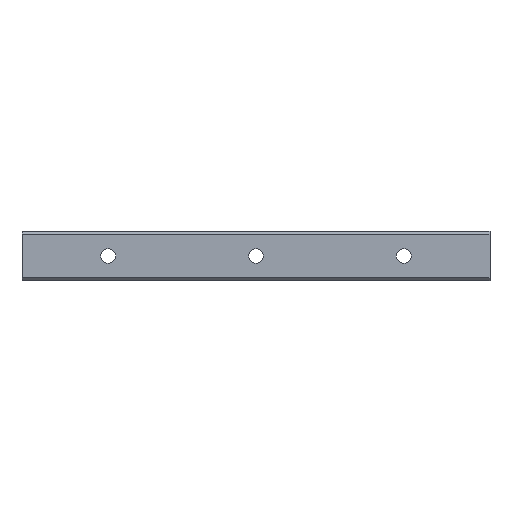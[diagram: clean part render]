
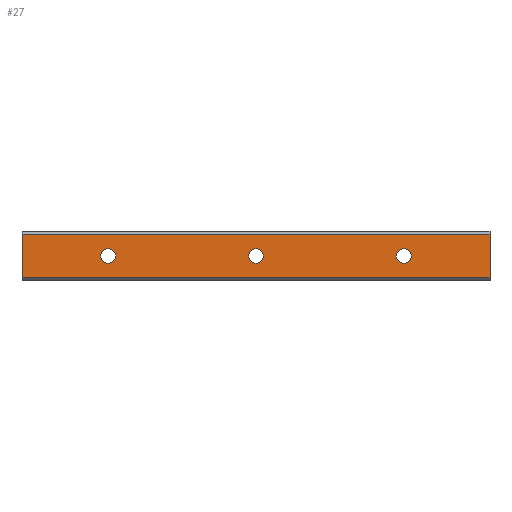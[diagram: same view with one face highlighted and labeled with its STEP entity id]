
A CAD part, front view. The second image highlights one B-rep face of the part: STEP entity #27.
In plain terms, the highlighted planar face has unit normal (0, -1, 0).
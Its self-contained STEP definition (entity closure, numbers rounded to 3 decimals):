
#4 = VERTEX_POINT ( 'NONE', #8 ) ;
#8 = CARTESIAN_POINT ( 'NONE',  ( 60., 0., 3. ) ) ;
#12 = EDGE_CURVE ( 'NONE', #479, #767, #992, .T. ) ;
#17 = FACE_BOUND ( 'NONE', #682, .T. ) ;
#27 = ADVANCED_FACE ( 'NONE', ( #870, #1220, #17, #452 ), #887, .F. ) ;
#33 = AXIS2_PLACEMENT_3D ( 'NONE', #383, #137, #271 ) ;
#43 = EDGE_CURVE ( 'NONE', #776, #943, #1013, .T. ) ;
#81 = AXIS2_PLACEMENT_3D ( 'NONE', #131, #1301, #231 ) ;
#91 = DIRECTION ( 'NONE',  ( 0., 0., 1. ) ) ;
#108 = DIRECTION ( 'NONE',  ( 0., 0., 1. ) ) ;
#112 = EDGE_CURVE ( 'NONE', #943, #776, #1335, .T. ) ;
#128 = DIRECTION ( 'NONE',  ( -1., 0., 0. ) ) ;
#130 = CARTESIAN_POINT ( 'NONE',  ( 155., 0., 8.82 ) ) ;
#131 = CARTESIAN_POINT ( 'NONE',  ( 155., 0., 8.82 ) ) ;
#137 = DIRECTION ( 'NONE',  ( 0., -1., 0. ) ) ;
#162 = EDGE_LOOP ( 'NONE', ( #881, #835 ) ) ;
#185 = EDGE_CURVE ( 'NONE', #4, #287, #1264, .T. ) ;
#212 = DIRECTION ( 'NONE',  ( 0., -1., 0. ) ) ;
#231 = DIRECTION ( 'NONE',  ( 0., 0., 1. ) ) ;
#236 = VECTOR ( 'NONE', #128, 1000. ) ;
#249 = ORIENTED_EDGE ( 'NONE', *, *, #12, .F. ) ;
#263 = EDGE_CURVE ( 'NONE', #287, #4, #356, .T. ) ;
#266 = LINE ( 'NONE', #1095, #236 ) ;
#271 = DIRECTION ( 'NONE',  ( 0., 0., 1. ) ) ;
#287 = VERTEX_POINT ( 'NONE', #1388 ) ;
#295 = EDGE_CURVE ( 'NONE', #664, #1125, #535, .T. ) ;
#301 = AXIS2_PLACEMENT_3D ( 'NONE', #1371, #842, #1146 ) ;
#330 = CARTESIAN_POINT ( 'NONE',  ( 120., 0., 0. ) ) ;
#356 = CIRCLE ( 'NONE', #33, 3. ) ;
#383 = CARTESIAN_POINT ( 'NONE',  ( 60., 0., 0. ) ) ;
#424 = CARTESIAN_POINT ( 'NONE',  ( 155., 0., -8.82 ) ) ;
#443 = DIRECTION ( 'NONE',  ( 1., 0., 0. ) ) ;
#446 = ORIENTED_EDGE ( 'NONE', *, *, #522, .F. ) ;
#452 = FACE_BOUND ( 'NONE', #1108, .T. ) ;
#479 = VERTEX_POINT ( 'NONE', #997 ) ;
#505 = EDGE_LOOP ( 'NONE', ( #1217, #446, #249, #856 ) ) ;
#516 = EDGE_CURVE ( 'NONE', #1291, #479, #752, .T. ) ;
#522 = EDGE_CURVE ( 'NONE', #767, #1272, #554, .T. ) ;
#524 = CARTESIAN_POINT ( 'NONE',  ( 120., 0., 3. ) ) ;
#534 = CARTESIAN_POINT ( 'NONE',  ( -35., 0., 8.82 ) ) ;
#535 = CIRCLE ( 'NONE', #673, 3. ) ;
#554 = LINE ( 'NONE', #130, #1032 ) ;
#588 = CARTESIAN_POINT ( 'NONE',  ( 0., 0., -3. ) ) ;
#604 = AXIS2_PLACEMENT_3D ( 'NONE', #330, #865, #1081 ) ;
#611 = CARTESIAN_POINT ( 'NONE',  ( 155., 0., 8.82 ) ) ;
#631 = ORIENTED_EDGE ( 'NONE', *, *, #263, .F. ) ;
#640 = ORIENTED_EDGE ( 'NONE', *, *, #43, .F. ) ;
#647 = AXIS2_PLACEMENT_3D ( 'NONE', #1019, #1255, #905 ) ;
#664 = VERTEX_POINT ( 'NONE', #588 ) ;
#673 = AXIS2_PLACEMENT_3D ( 'NONE', #1066, #834, #91 ) ;
#674 = ORIENTED_EDGE ( 'NONE', *, *, #112, .F. ) ;
#682 = EDGE_LOOP ( 'NONE', ( #674, #640 ) ) ;
#717 = VECTOR ( 'NONE', #443, 1000. ) ;
#735 = CARTESIAN_POINT ( 'NONE',  ( 120., 0., -3. ) ) ;
#752 = LINE ( 'NONE', #534, #779 ) ;
#765 = DIRECTION ( 'NONE',  ( 0., 0., -1. ) ) ;
#766 = CARTESIAN_POINT ( 'NONE',  ( 155., 0., 8.82 ) ) ;
#767 = VERTEX_POINT ( 'NONE', #611 ) ;
#776 = VERTEX_POINT ( 'NONE', #735 ) ;
#779 = VECTOR ( 'NONE', #971, 1000. ) ;
#788 = ORIENTED_EDGE ( 'NONE', *, *, #185, .F. ) ;
#834 = DIRECTION ( 'NONE',  ( 0., -1., 0. ) ) ;
#835 = ORIENTED_EDGE ( 'NONE', *, *, #295, .F. ) ;
#842 = DIRECTION ( 'NONE',  ( 0., -1., 0. ) ) ;
#849 = CARTESIAN_POINT ( 'NONE',  ( -35., 0., -8.82 ) ) ;
#856 = ORIENTED_EDGE ( 'NONE', *, *, #516, .F. ) ;
#865 = DIRECTION ( 'NONE',  ( 0., -1., 0. ) ) ;
#870 = FACE_OUTER_BOUND ( 'NONE', #505, .T. ) ;
#881 = ORIENTED_EDGE ( 'NONE', *, *, #1180, .F. ) ;
#887 = PLANE ( 'NONE',  #81 ) ;
#905 = DIRECTION ( 'NONE',  ( 0., 0., 1. ) ) ;
#918 = CIRCLE ( 'NONE', #301, 3. ) ;
#943 = VERTEX_POINT ( 'NONE', #524 ) ;
#971 = DIRECTION ( 'NONE',  ( 0., 0., 1. ) ) ;
#992 = LINE ( 'NONE', #766, #717 ) ;
#997 = CARTESIAN_POINT ( 'NONE',  ( -35., 0., 8.82 ) ) ;
#1013 = CIRCLE ( 'NONE', #604, 3. ) ;
#1019 = CARTESIAN_POINT ( 'NONE',  ( 60., 0., 0. ) ) ;
#1032 = VECTOR ( 'NONE', #765, 1000. ) ;
#1066 = CARTESIAN_POINT ( 'NONE',  ( 0., 0., 0. ) ) ;
#1081 = DIRECTION ( 'NONE',  ( 0., 0., 1. ) ) ;
#1095 = CARTESIAN_POINT ( 'NONE',  ( 155., 0., -8.82 ) ) ;
#1108 = EDGE_LOOP ( 'NONE', ( #788, #631 ) ) ;
#1124 = CARTESIAN_POINT ( 'NONE',  ( 0., 0., 3. ) ) ;
#1125 = VERTEX_POINT ( 'NONE', #1124 ) ;
#1134 = EDGE_CURVE ( 'NONE', #1272, #1291, #266, .T. ) ;
#1146 = DIRECTION ( 'NONE',  ( 0., 0., 1. ) ) ;
#1180 = EDGE_CURVE ( 'NONE', #1125, #664, #918, .T. ) ;
#1217 = ORIENTED_EDGE ( 'NONE', *, *, #1134, .F. ) ;
#1220 = FACE_BOUND ( 'NONE', #162, .T. ) ;
#1255 = DIRECTION ( 'NONE',  ( 0., -1., 0. ) ) ;
#1264 = CIRCLE ( 'NONE', #647, 3. ) ;
#1272 = VERTEX_POINT ( 'NONE', #424 ) ;
#1289 = AXIS2_PLACEMENT_3D ( 'NONE', #1307, #212, #108 ) ;
#1291 = VERTEX_POINT ( 'NONE', #849 ) ;
#1301 = DIRECTION ( 'NONE',  ( 0., 1., 0. ) ) ;
#1307 = CARTESIAN_POINT ( 'NONE',  ( 120., 0., 0. ) ) ;
#1335 = CIRCLE ( 'NONE', #1289, 3. ) ;
#1371 = CARTESIAN_POINT ( 'NONE',  ( 0., 0., 0. ) ) ;
#1388 = CARTESIAN_POINT ( 'NONE',  ( 60., 0., -3. ) ) ;
